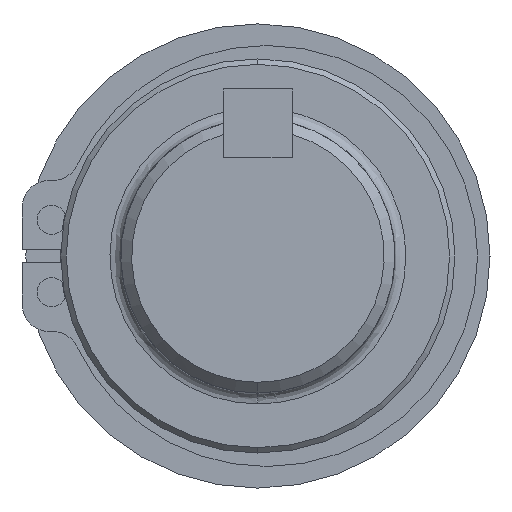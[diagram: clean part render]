
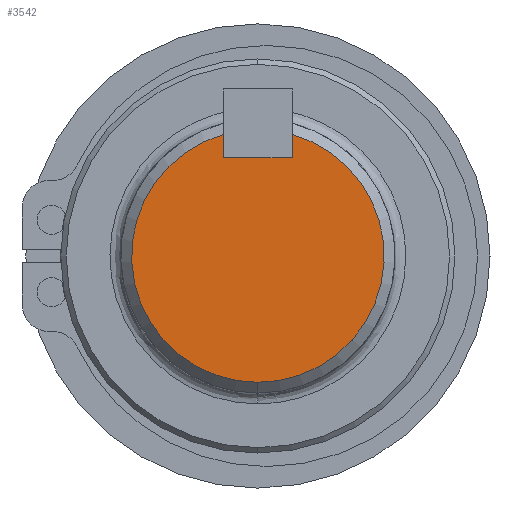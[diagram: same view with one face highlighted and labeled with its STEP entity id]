
A CAD part, left-side view. The second image highlights one B-rep face of the part: STEP entity #3542.
In plain terms, the highlighted planar face has unit normal (-1, 0, 0).
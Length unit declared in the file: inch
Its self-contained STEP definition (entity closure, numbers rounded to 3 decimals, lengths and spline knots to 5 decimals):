
#150 = DIRECTION ( 'NONE',  ( 0., 0., -1. ) ) ;
#159 = DIRECTION ( 'NONE',  ( 1., 0., 0. ) ) ;
#175 = DIRECTION ( 'NONE',  ( 0., -1., 0. ) ) ;
#204 = DIRECTION ( 'NONE',  ( 0., 0., -1. ) ) ;
#306 = VECTOR ( 'NONE', #150, 39.37008 ) ;
#347 = ORIENTED_EDGE ( 'NONE', *, *, #3424, .F. ) ;
#430 = VERTEX_POINT ( 'NONE', #1598 ) ;
#467 = AXIS2_PLACEMENT_3D ( 'NONE', #3541, #3498, #204 ) ;
#472 = ORIENTED_EDGE ( 'NONE', *, *, #3877, .F. ) ;
#506 = CARTESIAN_POINT ( 'NONE',  ( -5.58425, 0., 0. ) ) ;
#552 = VECTOR ( 'NONE', #175, 39.37008 ) ;
#629 = AXIS2_PLACEMENT_3D ( 'NONE', #506, #2633, #1713 ) ;
#679 = CIRCLE ( 'NONE', #467, 0.46063 ) ;
#720 = CARTESIAN_POINT ( 'NONE',  ( -5.58425, 0., 0.35906 ) ) ;
#807 = ORIENTED_EDGE ( 'NONE', *, *, #1001, .F. ) ;
#828 = ORIENTED_EDGE ( 'NONE', *, *, #3017, .F. ) ;
#830 = LINE ( 'NONE', #1143, #3781 ) ;
#890 = DIRECTION ( 'NONE',  ( 0., 0., -1. ) ) ;
#895 = FACE_OUTER_BOUND ( 'NONE', #3384, .T. ) ;
#1001 = EDGE_CURVE ( 'NONE', #3388, #2112, #1705, .T. ) ;
#1033 = LINE ( 'NONE', #720, #552 ) ;
#1143 = CARTESIAN_POINT ( 'NONE',  ( -5.58425, 0.125, 0.35906 ) ) ;
#1308 = CARTESIAN_POINT ( 'NONE',  ( -5.58425, -0.125, 0.35906 ) ) ;
#1430 = DIRECTION ( 'NONE',  ( 0., 0., -1. ) ) ;
#1598 = CARTESIAN_POINT ( 'NONE',  ( -5.58425, 0.125, 0.44335 ) ) ;
#1705 = CIRCLE ( 'NONE', #2100, 0.46063 ) ;
#1713 = DIRECTION ( 'NONE',  ( 0., 0., 1. ) ) ;
#1971 = LINE ( 'NONE', #1308, #306 ) ;
#1978 = CARTESIAN_POINT ( 'NONE',  ( -5.58425, -0.125, 0.44335 ) ) ;
#2078 = CARTESIAN_POINT ( 'NONE',  ( -5.58425, 0., -0.46063 ) ) ;
#2100 = AXIS2_PLACEMENT_3D ( 'NONE', #3213, #159, #1430 ) ;
#2112 = VERTEX_POINT ( 'NONE', #2078 ) ;
#2160 = CARTESIAN_POINT ( 'NONE',  ( -5.58425, -0.125, 0.35906 ) ) ;
#2217 = ORIENTED_EDGE ( 'NONE', *, *, #2840, .T. ) ;
#2318 = VERTEX_POINT ( 'NONE', #2160 ) ;
#2380 = PLANE ( 'NONE',  #629 ) ;
#2633 = DIRECTION ( 'NONE',  ( -1., 0., 0. ) ) ;
#2840 = EDGE_CURVE ( 'NONE', #3388, #2318, #1971, .T. ) ;
#3017 = EDGE_CURVE ( 'NONE', #430, #3440, #830, .T. ) ;
#3213 = CARTESIAN_POINT ( 'NONE',  ( -5.58425, 0., 0. ) ) ;
#3384 = EDGE_LOOP ( 'NONE', ( #807, #2217, #347, #828, #472 ) ) ;
#3388 = VERTEX_POINT ( 'NONE', #1978 ) ;
#3424 = EDGE_CURVE ( 'NONE', #3440, #2318, #1033, .T. ) ;
#3440 = VERTEX_POINT ( 'NONE', #3509 ) ;
#3498 = DIRECTION ( 'NONE',  ( 1., 0., 0. ) ) ;
#3509 = CARTESIAN_POINT ( 'NONE',  ( -5.58425, 0.125, 0.35906 ) ) ;
#3541 = CARTESIAN_POINT ( 'NONE',  ( -5.58425, 0., 0. ) ) ;
#3542 = ADVANCED_FACE ( 'NONE', ( #895 ), #2380, .T. ) ;
#3781 = VECTOR ( 'NONE', #890, 39.37008 ) ;
#3877 = EDGE_CURVE ( 'NONE', #2112, #430, #679, .T. ) ;
